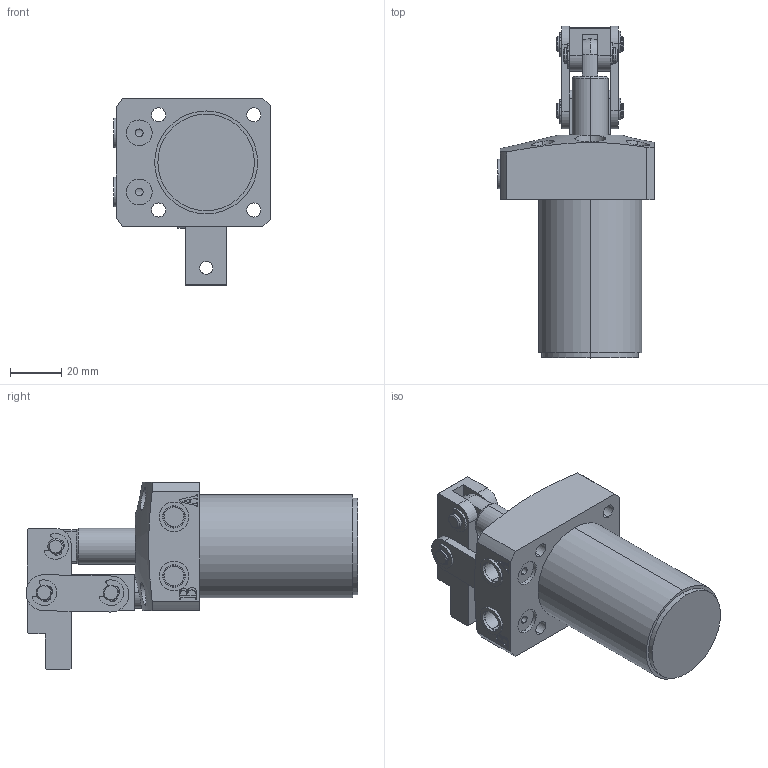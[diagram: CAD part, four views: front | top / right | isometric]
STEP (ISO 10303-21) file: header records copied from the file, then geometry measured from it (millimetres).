
FILE_DESCRIPTION (( 'STEP AP203' ), '1' );
FILE_NAME ('HCL01D-25L.STEP', '2020-09-15T07:27:22', ( '微软用户' ), ( '微软中国' ), 'SwSTEP 2.0', 'SolidWorks 2012', '' );
FILE_SCHEMA (( 'CONFIG_CONTROL_DESIGN' ));
Length unit declared in the file: millimetre
Products named in the file (10): HCL01D-25L; HCL01D-25揤旋; e rings gb_GB_CONNECTING_PIECE_RINGS_HR 5; HCL01D-25盓傅釱; HCL01D-25嶺裝; HCL01D-25酗种; 25T-黑芛; HCL01D-25种; HCL01D-25蟀裝; HCL01D-25掛极
Assembly tree (17 placements, depth 2):
  HCL01D-25L
    HCL01D-25掛极
    HCL01D-25蟀裝  x2
    HCL01D-25种
    25T-黑芛  x2
    HCL01D-25酗种  x2
    HCL01D-25嶺裝
    HCL01D-25盓傅釱
    e rings gb_GB_CONNECTING_PIECE_RINGS_HR 5  x6
    HCL01D-25揤旋
Bounding box: 61 x 129 x 73 mm (x, y, z)
Volume: 150221.7 mm3; surface area: 45863.1 mm2
Topology: 19 solids, 19 shells, 461 faces, 1120 edges, 734 vertices
Faces by surface type: cylinder 233, plane 178, bspline 28, cone 22
Entity records: 11369 total; most frequent: CARTESIAN_POINT 3164, DIRECTION 1478, ORIENTED_EDGE 1394, EDGE_CURVE 697, AXIS2_PLACEMENT_3D 563, VERTEX_POINT 454, EDGE_LOOP 357, VECTOR 352
